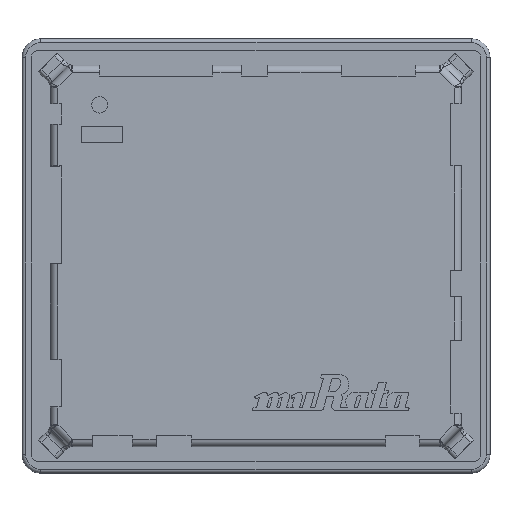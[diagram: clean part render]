
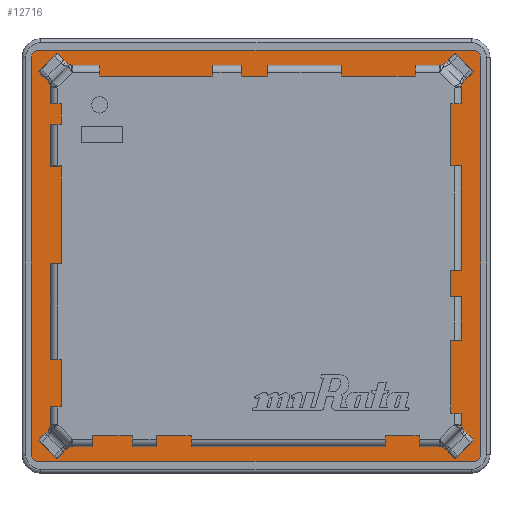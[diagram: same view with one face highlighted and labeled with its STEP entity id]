
A CAD part, top view. The second image highlights one B-rep face of the part: STEP entity #12716.
In plain terms, the highlighted planar face has unit normal (0, 0, 1).
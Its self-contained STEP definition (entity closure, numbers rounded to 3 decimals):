
#1583=LINE('',#21505,#2993);
#1584=LINE('',#21509,#2994);
#1585=LINE('',#21513,#2995);
#1586=LINE('',#21516,#2996);
#2993=VECTOR('',#17285,11.6);
#2994=VECTOR('',#17288,10.6);
#2995=VECTOR('',#17291,11.6);
#2996=VECTOR('',#17294,10.6);
#3603=PLANE('',#13814);
#4354=FACE_OUTER_BOUND('',#5108,.T.);
#5108=EDGE_LOOP('',(#11791,#11792,#11793,#11794,#11795,#11796,#11797,#11798));
#5422=CIRCLE('',#13813,0.2);
#5423=CIRCLE('',#13815,0.2);
#5424=CIRCLE('',#13816,0.2);
#5425=CIRCLE('',#13817,0.2);
#6559=VERTEX_POINT('',#21498);
#6560=VERTEX_POINT('',#21500);
#6561=VERTEX_POINT('',#21504);
#6562=VERTEX_POINT('',#21506);
#6563=VERTEX_POINT('',#21508);
#6564=VERTEX_POINT('',#21510);
#6565=VERTEX_POINT('',#21512);
#6566=VERTEX_POINT('',#21514);
#8305=EDGE_CURVE('',#6559,#6560,#5422,.T.);
#8307=EDGE_CURVE('',#6561,#6559,#1583,.T.);
#8308=EDGE_CURVE('',#6562,#6561,#5423,.T.);
#8309=EDGE_CURVE('',#6563,#6562,#1584,.T.);
#8310=EDGE_CURVE('',#6564,#6563,#5424,.T.);
#8311=EDGE_CURVE('',#6565,#6564,#1585,.T.);
#8312=EDGE_CURVE('',#6566,#6565,#5425,.T.);
#8313=EDGE_CURVE('',#6560,#6566,#1586,.T.);
#11791=ORIENTED_EDGE('',*,*,#8305,.F.);
#11792=ORIENTED_EDGE('',*,*,#8307,.F.);
#11793=ORIENTED_EDGE('',*,*,#8308,.F.);
#11794=ORIENTED_EDGE('',*,*,#8309,.F.);
#11795=ORIENTED_EDGE('',*,*,#8310,.F.);
#11796=ORIENTED_EDGE('',*,*,#8311,.F.);
#11797=ORIENTED_EDGE('',*,*,#8312,.F.);
#11798=ORIENTED_EDGE('',*,*,#8313,.F.);
#12716=ADVANCED_FACE('',(#4354),#3603,.F.);
#13813=AXIS2_PLACEMENT_3D('',#21501,#17280,#17281);
#13814=AXIS2_PLACEMENT_3D('',#21503,#17283,#17284);
#13815=AXIS2_PLACEMENT_3D('',#21507,#17286,#17287);
#13816=AXIS2_PLACEMENT_3D('',#21511,#17289,#17290);
#13817=AXIS2_PLACEMENT_3D('',#21515,#17292,#17293);
#17280=DIRECTION('center_axis',(0.,0.,-1.));
#17281=DIRECTION('ref_axis',(0.707,0.707,0.));
#17283=DIRECTION('center_axis',(0.,0.,-1.));
#17284=DIRECTION('ref_axis',(0.,-1.,0.));
#17285=DIRECTION('',(1.,0.,0.));
#17286=DIRECTION('center_axis',(0.,0.,-1.));
#17287=DIRECTION('ref_axis',(-0.707,0.707,0.));
#17288=DIRECTION('',(0.,1.,0.));
#17289=DIRECTION('center_axis',(0.,0.,-1.));
#17290=DIRECTION('ref_axis',(-0.707,-0.707,0.));
#17291=DIRECTION('',(-1.,0.,0.));
#17292=DIRECTION('center_axis',(0.,0.,-1.));
#17293=DIRECTION('ref_axis',(0.707,-0.707,0.));
#17294=DIRECTION('',(0.,-1.,0.));
#21498=CARTESIAN_POINT('',(5.8,5.5,0.36));
#21500=CARTESIAN_POINT('',(6.,5.3,0.36));
#21501=CARTESIAN_POINT('Origin',(5.8,5.3,0.36));
#21503=CARTESIAN_POINT('Origin',(-6.25,6.589,0.36));
#21504=CARTESIAN_POINT('',(-5.8,5.5,0.36));
#21505=CARTESIAN_POINT('',(-6.125,5.5,0.36));
#21506=CARTESIAN_POINT('',(-6.,5.3,0.36));
#21507=CARTESIAN_POINT('Origin',(-5.8,5.3,0.36));
#21508=CARTESIAN_POINT('',(-6.,-5.3,0.36));
#21509=CARTESIAN_POINT('',(-6.,0.545,0.36));
#21510=CARTESIAN_POINT('',(-5.8,-5.5,0.36));
#21511=CARTESIAN_POINT('Origin',(-5.8,-5.3,0.36));
#21512=CARTESIAN_POINT('',(5.8,-5.5,0.36));
#21513=CARTESIAN_POINT('',(-0.125,-5.5,0.36));
#21514=CARTESIAN_POINT('',(6.,-5.3,0.36));
#21515=CARTESIAN_POINT('Origin',(5.8,-5.3,0.36));
#21516=CARTESIAN_POINT('',(6.,6.045,0.36));
